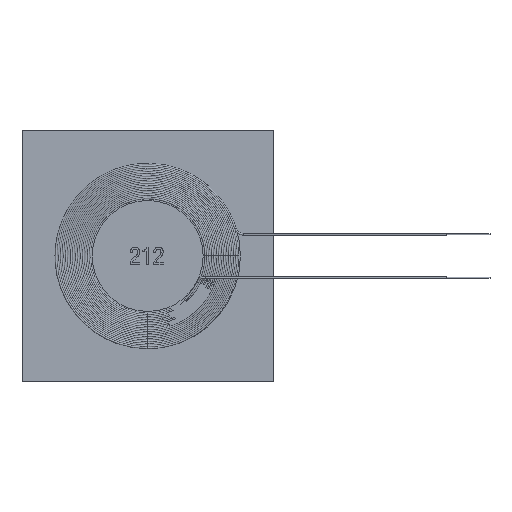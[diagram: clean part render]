
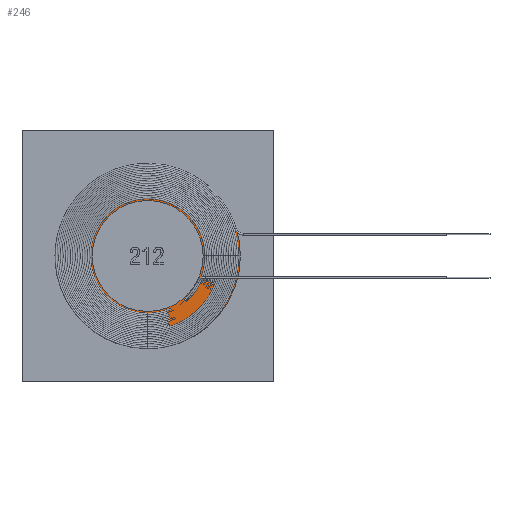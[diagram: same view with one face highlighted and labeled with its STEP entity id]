
A CAD part, top view. The second image highlights one B-rep face of the part: STEP entity #246.
In plain terms, the highlighted planar face has unit normal (0, 0, 1).
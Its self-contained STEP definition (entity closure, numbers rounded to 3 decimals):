
#246 = ADVANCED_FACE( '', ( #508, #509 ), #510, .T. );
#508 = FACE_BOUND( '', #908, .T. );
#509 = FACE_OUTER_BOUND( '', #909, .T. );
#510 = PLANE( '', #910 );
#908 = EDGE_LOOP( '', ( #2975 ) );
#909 = EDGE_LOOP( '', ( #2976 ) );
#910 = AXIS2_PLACEMENT_3D( '', #2977, #2978, #2979 );
#2975 = ORIENTED_EDGE( '', *, *, #3756, .F. );
#2976 = ORIENTED_EDGE( '', *, *, #3757, .T. );
#2977 = CARTESIAN_POINT( '', ( 0., 0., 0. ) );
#2978 = DIRECTION( '', ( 0., 0., 1. ) );
#2979 = DIRECTION( '', ( 1., 0., 0. ) );
#3756 = EDGE_CURVE( '', #4042, #4042, #4043, .T. );
#3757 = EDGE_CURVE( '', #4044, #4044, #4045, .T. );
#4042 = VERTEX_POINT( '', #4431 );
#4043 = CIRCLE( '', #4432, 6.4 );
#4044 = VERTEX_POINT( '', #4433 );
#4045 = CIRCLE( '', #4434, 10.7 );
#4431 = CARTESIAN_POINT( '', ( 6.4, 0., 0. ) );
#4432 = AXIS2_PLACEMENT_3D( '', #5206, #5207, #5208 );
#4433 = CARTESIAN_POINT( '', ( 10.7, 0., 0. ) );
#4434 = AXIS2_PLACEMENT_3D( '', #5209, #5210, #5211 );
#5206 = CARTESIAN_POINT( '', ( 0., 0., 0. ) );
#5207 = DIRECTION( '', ( 0., 0., 1. ) );
#5208 = DIRECTION( '', ( 1., 0., 0. ) );
#5209 = CARTESIAN_POINT( '', ( 0., 0., 0. ) );
#5210 = DIRECTION( '', ( 0., 0., 1. ) );
#5211 = DIRECTION( '', ( 1., 0., 0. ) );
